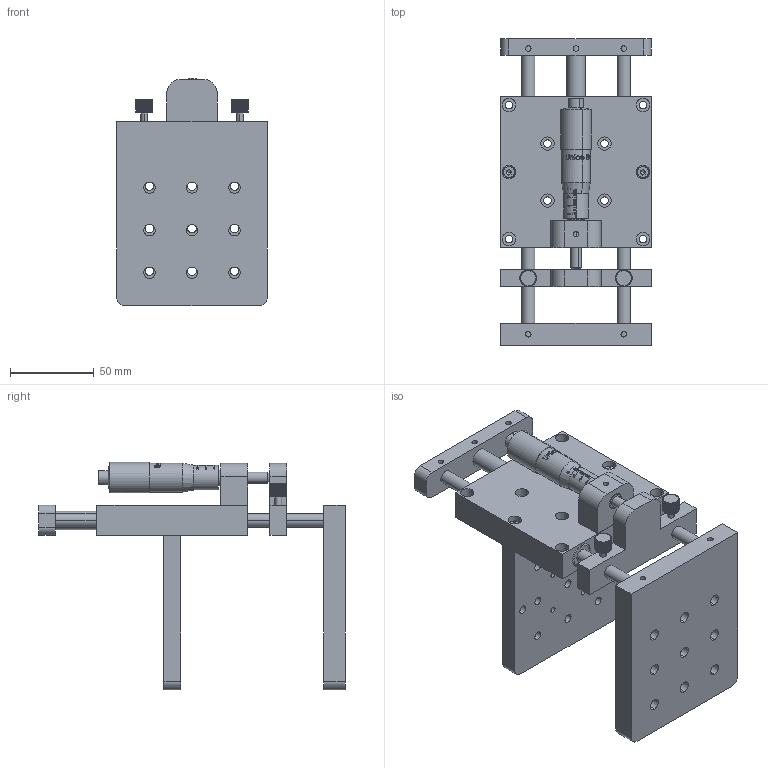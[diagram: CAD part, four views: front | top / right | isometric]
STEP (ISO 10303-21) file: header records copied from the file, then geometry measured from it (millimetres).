
FILE_DESCRIPTION (( 'STEP AP203' ), '1' );
FILE_NAME ('06VTS-2.STEP', '2016-05-18T03:51:47', ( '' ), ( '' ), 'SwSTEP 2.0', 'SolidWorks 2016', '' );
FILE_SCHEMA (( 'CONFIG_CONTROL_DESIGN' ));
Length unit declared in the file: millimetre
Products named in the file (1): 06VTS-2
Bounding box: 90 x 183 x 135.64 mm (x, y, z)
Volume: 400800.1 mm3; surface area: 139473.2 mm2
Topology: 24 solids, 24 shells, 1373 faces, 3580 edges, 2321 vertices
Faces by surface type: plane 648, cylinder 527, bspline 110, cone 46, torus 40, sphere 2
Entity records: 56536 total; most frequent: CARTESIAN_POINT 24004, ORIENTED_EDGE 7120, DIRECTION 6118, EDGE_CURVE 3560, VERTEX_POINT 2321, AXIS2_PLACEMENT_3D 2260, LINE 1598, VECTOR 1598
